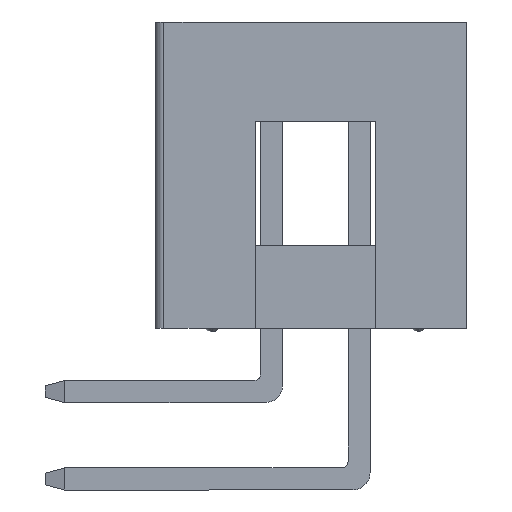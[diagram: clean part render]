
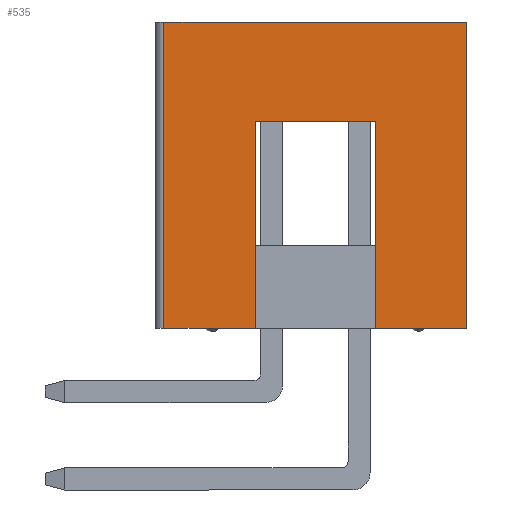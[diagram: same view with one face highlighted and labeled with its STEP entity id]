
A CAD part, left-side view. The second image highlights one B-rep face of the part: STEP entity #535.
In plain terms, the highlighted planar face has unit normal (-1, 0, 0).
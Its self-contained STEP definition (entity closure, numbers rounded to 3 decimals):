
#1 = VECTOR ( 'NONE', #6212, 1000. ) ;
#535 = ADVANCED_FACE ( 'NONE', ( #17595 ), #12102, .F. ) ;
#597 = EDGE_LOOP ( 'NONE', ( #665, #3611, #10831, #2610, #8057, #13855, #17603, #4373 ) ) ;
#665 = ORIENTED_EDGE ( 'NONE', *, *, #9520, .T. ) ;
#761 = CARTESIAN_POINT ( 'NONE',  ( -8.905, -4.4, 8.9 ) ) ;
#1059 = CARTESIAN_POINT ( 'NONE',  ( -8.905, 4.4, 0. ) ) ;
#2610 = ORIENTED_EDGE ( 'NONE', *, *, #9900, .T. ) ;
#2811 = VERTEX_POINT ( 'NONE', #18522 ) ;
#3226 = VECTOR ( 'NONE', #19004, 1000. ) ;
#3392 = CARTESIAN_POINT ( 'NONE',  ( -8.905, -4.4, 0. ) ) ;
#3520 = VECTOR ( 'NONE', #18013, 1000. ) ;
#3611 = ORIENTED_EDGE ( 'NONE', *, *, #17143, .F. ) ;
#3713 = EDGE_CURVE ( 'NONE', #16906, #10143, #12682, .T. ) ;
#3927 = VERTEX_POINT ( 'NONE', #21443 ) ;
#4084 = DIRECTION ( 'NONE',  ( 0., -1., 0. ) ) ;
#4373 = ORIENTED_EDGE ( 'NONE', *, *, #23400, .T. ) ;
#4741 = EDGE_CURVE ( 'NONE', #3927, #12353, #22348, .T. ) ;
#6212 = DIRECTION ( 'NONE',  ( 0., 0., -1. ) ) ;
#6369 = LINE ( 'NONE', #22472, #3226 ) ;
#7753 = CARTESIAN_POINT ( 'NONE',  ( -8.905, -4.4, 8.9 ) ) ;
#7885 = VECTOR ( 'NONE', #17476, 1000. ) ;
#8057 = ORIENTED_EDGE ( 'NONE', *, *, #11740, .T. ) ;
#8385 = CARTESIAN_POINT ( 'NONE',  ( -8.905, -4.4, 0. ) ) ;
#8846 = CARTESIAN_POINT ( 'NONE',  ( -8.905, -4.4, 8.9 ) ) ;
#9040 = CARTESIAN_POINT ( 'NONE',  ( -8.905, -1.75, 6. ) ) ;
#9327 = CARTESIAN_POINT ( 'NONE',  ( -8.905, 1.75, 6. ) ) ;
#9520 = EDGE_CURVE ( 'NONE', #14931, #13865, #19001, .T. ) ;
#9617 = VECTOR ( 'NONE', #12798, 1000. ) ;
#9874 = DIRECTION ( 'NONE',  ( 0., 0., -1. ) ) ;
#9900 = EDGE_CURVE ( 'NONE', #16906, #2811, #22552, .T. ) ;
#10143 = VERTEX_POINT ( 'NONE', #12160 ) ;
#10207 = CARTESIAN_POINT ( 'NONE',  ( -8.905, 1.75, 6. ) ) ;
#10831 = ORIENTED_EDGE ( 'NONE', *, *, #3713, .F. ) ;
#11740 = EDGE_CURVE ( 'NONE', #2811, #14184, #19732, .T. ) ;
#12102 = PLANE ( 'NONE',  #14537 ) ;
#12160 = CARTESIAN_POINT ( 'NONE',  ( -8.905, 1.75, 6. ) ) ;
#12353 = VERTEX_POINT ( 'NONE', #8846 ) ;
#12682 = LINE ( 'NONE', #9327, #9617 ) ;
#12798 = DIRECTION ( 'NONE',  ( 0., 1., 0. ) ) ;
#13539 = DIRECTION ( 'NONE',  ( 0., 0., -1. ) ) ;
#13855 = ORIENTED_EDGE ( 'NONE', *, *, #18367, .F. ) ;
#13865 = VERTEX_POINT ( 'NONE', #23262 ) ;
#13958 = VECTOR ( 'NONE', #9874, 1000. ) ;
#14184 = VERTEX_POINT ( 'NONE', #23005 ) ;
#14479 = VECTOR ( 'NONE', #15664, 1000. ) ;
#14537 = AXIS2_PLACEMENT_3D ( 'NONE', #761, #20802, #13539 ) ;
#14920 = CARTESIAN_POINT ( 'NONE',  ( -8.905, -1.75, 6. ) ) ;
#14931 = VERTEX_POINT ( 'NONE', #1059 ) ;
#15176 = CARTESIAN_POINT ( 'NONE',  ( -8.905, -4.4, 8.9 ) ) ;
#15221 = LINE ( 'NONE', #10207, #7885 ) ;
#15369 = LINE ( 'NONE', #7753, #13958 ) ;
#15664 = DIRECTION ( 'NONE',  ( 0., -1., 0. ) ) ;
#16906 = VERTEX_POINT ( 'NONE', #9040 ) ;
#17143 = EDGE_CURVE ( 'NONE', #10143, #13865, #15221, .T. ) ;
#17476 = DIRECTION ( 'NONE',  ( 0., 0., -1. ) ) ;
#17595 = FACE_OUTER_BOUND ( 'NONE', #597, .T. ) ;
#17603 = ORIENTED_EDGE ( 'NONE', *, *, #4741, .F. ) ;
#17607 = VECTOR ( 'NONE', #4084, 1000. ) ;
#18013 = DIRECTION ( 'NONE',  ( 0., -1., 0. ) ) ;
#18367 = EDGE_CURVE ( 'NONE', #12353, #14184, #15369, .T. ) ;
#18522 = CARTESIAN_POINT ( 'NONE',  ( -8.905, -1.75, 0. ) ) ;
#19001 = LINE ( 'NONE', #8385, #14479 ) ;
#19004 = DIRECTION ( 'NONE',  ( 0., 0., -1. ) ) ;
#19732 = LINE ( 'NONE', #3392, #3520 ) ;
#20802 = DIRECTION ( 'NONE',  ( 1., 0., 0. ) ) ;
#21443 = CARTESIAN_POINT ( 'NONE',  ( -8.905, 4.4, 8.9 ) ) ;
#22348 = LINE ( 'NONE', #15176, #17607 ) ;
#22472 = CARTESIAN_POINT ( 'NONE',  ( -8.905, 4.4, 8.9 ) ) ;
#22552 = LINE ( 'NONE', #14920, #1 ) ;
#23005 = CARTESIAN_POINT ( 'NONE',  ( -8.905, -4.4, 0. ) ) ;
#23262 = CARTESIAN_POINT ( 'NONE',  ( -8.905, 1.75, 0. ) ) ;
#23400 = EDGE_CURVE ( 'NONE', #3927, #14931, #6369, .T. ) ;
